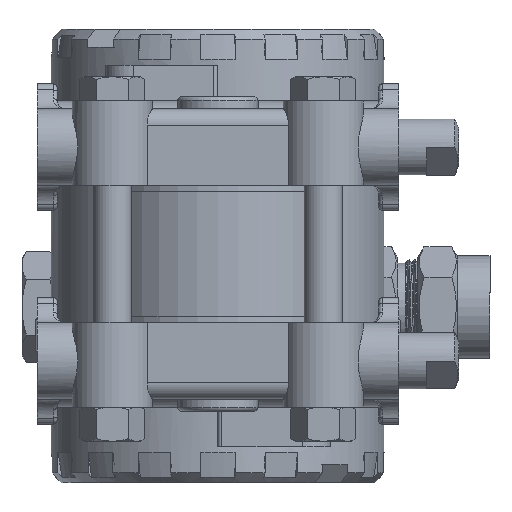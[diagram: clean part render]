
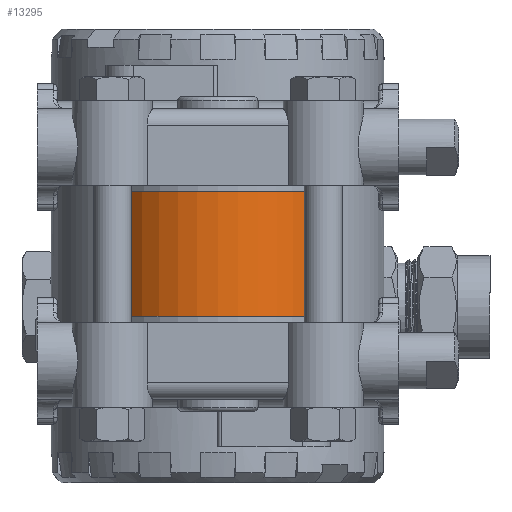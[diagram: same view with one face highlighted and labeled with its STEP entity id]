
A CAD part, front view. The second image highlights one B-rep face of the part: STEP entity #13295.
In plain terms, the highlighted cylindrical face has radius 29.25 mm (diameter 58.5 mm), a full revolution.
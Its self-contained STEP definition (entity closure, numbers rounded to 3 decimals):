
#385=B_SPLINE_CURVE_WITH_KNOTS('',3,(#18756,#18757,#18758,#18759,#18760,
#18761,#18762,#18763,#18764,#18765,#18766,#18767,#18768,#18769,#18770,#18771,
#18772,#18773,#18774,#18775,#18776,#18777,#18778,#18779,#18780,#18781,#18782,
#18783,#18784,#18785,#18786,#18787,#18788,#18789,#18790,#18791,#18792,#18793,
#18794,#18795,#18796,#18797,#18798,#18799,#18800,#18801,#18802,#18803,#18804,
#18805),.UNSPECIFIED.,.T.,.F.,(4,2,2,2,2,2,2,2,2,2,2,2,2,2,2,2,2,2,2,2,
2,2,2,2,4),(-7.642,-7.403,-7.164,-6.686,
-6.209,-5.97,-5.731,-5.493,
-5.254,-4.777,-4.299,-4.06,
-3.821,-3.582,-3.343,-2.865,
-2.388,-2.149,-1.91,-1.672,
-1.433,-0.956,-0.478,-0.239,
0.),.UNSPECIFIED.);
#810=CYLINDRICAL_SURFACE('',#14217,29.25);
#995=LINE('',#18810,#2046);
#2046=VECTOR('',#15399,29.25);
#3190=FACE_BOUND('',#4420,.T.);
#3619=FACE_OUTER_BOUND('',#4419,.T.);
#4419=EDGE_LOOP('',(#9179,#9180,#9181,#9182));
#4420=EDGE_LOOP('',(#9183));
#5302=CIRCLE('',#14218,29.25);
#5303=CIRCLE('',#14219,29.25);
#5773=VERTEX_POINT('',#18754);
#5774=VERTEX_POINT('',#18807);
#5775=VERTEX_POINT('',#18809);
#7110=EDGE_CURVE('',#5773,#5773,#385,.T.);
#7111=EDGE_CURVE('',#5774,#5774,#5302,.T.);
#7112=EDGE_CURVE('',#5774,#5775,#995,.T.);
#7113=EDGE_CURVE('',#5775,#5775,#5303,.F.);
#9179=ORIENTED_EDGE('',*,*,#7111,.F.);
#9180=ORIENTED_EDGE('',*,*,#7112,.T.);
#9181=ORIENTED_EDGE('',*,*,#7113,.F.);
#9182=ORIENTED_EDGE('',*,*,#7112,.F.);
#9183=ORIENTED_EDGE('',*,*,#7110,.F.);
#13295=ADVANCED_FACE('',(#3619,#3190),#810,.T.);
#14217=AXIS2_PLACEMENT_3D('',#18806,#15395,#15396);
#14218=AXIS2_PLACEMENT_3D('',#18808,#15397,#15398);
#14219=AXIS2_PLACEMENT_3D('',#18811,#15400,#15401);
#15395=DIRECTION('center_axis',(-1.,0.,0.));
#15396=DIRECTION('ref_axis',(0.,0.,1.));
#15397=DIRECTION('center_axis',(-1.,0.,0.));
#15398=DIRECTION('ref_axis',(0.,-1.,0.));
#15399=DIRECTION('',(1.,0.,0.));
#15400=DIRECTION('center_axis',(-1.,0.,0.));
#15401=DIRECTION('ref_axis',(0.,-1.,0.));
#18754=CARTESIAN_POINT('',(47.,-69.697,-12.5));
#18756=CARTESIAN_POINT('Ctrl Pts',(47.,-69.697,-12.5));
#18757=CARTESIAN_POINT('Ctrl Pts',(46.203,-69.697,-12.5));
#18758=CARTESIAN_POINT('Ctrl Pts',(45.384,-69.66,-12.423));
#18759=CARTESIAN_POINT('Ctrl Pts',(43.76,-69.512,-12.101));
#18760=CARTESIAN_POINT('Ctrl Pts',(42.956,-69.401,-11.857));
#18761=CARTESIAN_POINT('Ctrl Pts',(40.652,-68.988,-10.896));
#18762=CARTESIAN_POINT('Ctrl Pts',(39.26,-68.608,-9.938));
#18763=CARTESIAN_POINT('Ctrl Pts',(37.063,-67.911,-7.741));
#18764=CARTESIAN_POINT('Ctrl Pts',(36.104,-67.547,-6.349));
#18765=CARTESIAN_POINT('Ctrl Pts',(35.143,-67.162,-4.043));
#18766=CARTESIAN_POINT('Ctrl Pts',(34.899,-67.06,-3.239));
#18767=CARTESIAN_POINT('Ctrl Pts',(34.577,-66.925,-1.615));
#18768=CARTESIAN_POINT('Ctrl Pts',(34.5,-66.892,-0.795));
#18769=CARTESIAN_POINT('Ctrl Pts',(34.5,-66.892,0.795));
#18770=CARTESIAN_POINT('Ctrl Pts',(34.577,-66.925,1.615));
#18771=CARTESIAN_POINT('Ctrl Pts',(34.899,-67.06,3.239));
#18772=CARTESIAN_POINT('Ctrl Pts',(35.143,-67.162,4.043));
#18773=CARTESIAN_POINT('Ctrl Pts',(36.104,-67.547,6.349));
#18774=CARTESIAN_POINT('Ctrl Pts',(37.063,-67.911,7.741));
#18775=CARTESIAN_POINT('Ctrl Pts',(39.26,-68.608,9.938));
#18776=CARTESIAN_POINT('Ctrl Pts',(40.652,-68.988,10.896));
#18777=CARTESIAN_POINT('Ctrl Pts',(42.956,-69.401,11.857));
#18778=CARTESIAN_POINT('Ctrl Pts',(43.76,-69.512,12.101));
#18779=CARTESIAN_POINT('Ctrl Pts',(45.384,-69.66,12.423));
#18780=CARTESIAN_POINT('Ctrl Pts',(46.203,-69.697,12.5));
#18781=CARTESIAN_POINT('Ctrl Pts',(47.797,-69.697,12.5));
#18782=CARTESIAN_POINT('Ctrl Pts',(48.616,-69.66,12.423));
#18783=CARTESIAN_POINT('Ctrl Pts',(50.24,-69.512,12.101));
#18784=CARTESIAN_POINT('Ctrl Pts',(51.044,-69.401,11.857));
#18785=CARTESIAN_POINT('Ctrl Pts',(53.348,-68.988,10.896));
#18786=CARTESIAN_POINT('Ctrl Pts',(54.74,-68.608,9.938));
#18787=CARTESIAN_POINT('Ctrl Pts',(56.937,-67.911,7.741));
#18788=CARTESIAN_POINT('Ctrl Pts',(57.896,-67.547,6.349));
#18789=CARTESIAN_POINT('Ctrl Pts',(58.857,-67.162,4.043));
#18790=CARTESIAN_POINT('Ctrl Pts',(59.101,-67.06,3.239));
#18791=CARTESIAN_POINT('Ctrl Pts',(59.423,-66.925,1.615));
#18792=CARTESIAN_POINT('Ctrl Pts',(59.5,-66.892,0.795));
#18793=CARTESIAN_POINT('Ctrl Pts',(59.5,-66.892,-0.795));
#18794=CARTESIAN_POINT('Ctrl Pts',(59.423,-66.925,-1.615));
#18795=CARTESIAN_POINT('Ctrl Pts',(59.101,-67.06,-3.239));
#18796=CARTESIAN_POINT('Ctrl Pts',(58.857,-67.162,-4.043));
#18797=CARTESIAN_POINT('Ctrl Pts',(57.896,-67.547,-6.349));
#18798=CARTESIAN_POINT('Ctrl Pts',(56.937,-67.911,-7.741));
#18799=CARTESIAN_POINT('Ctrl Pts',(54.74,-68.608,-9.938));
#18800=CARTESIAN_POINT('Ctrl Pts',(53.348,-68.988,-10.896));
#18801=CARTESIAN_POINT('Ctrl Pts',(51.044,-69.401,-11.857));
#18802=CARTESIAN_POINT('Ctrl Pts',(50.24,-69.512,-12.101));
#18803=CARTESIAN_POINT('Ctrl Pts',(48.616,-69.66,-12.423));
#18804=CARTESIAN_POINT('Ctrl Pts',(47.797,-69.697,-12.5));
#18805=CARTESIAN_POINT('Ctrl Pts',(47.,-69.697,-12.5));
#18806=CARTESIAN_POINT('Origin',(47.,-96.142,0.));
#18807=CARTESIAN_POINT('',(31.5,-96.142,-29.25));
#18808=CARTESIAN_POINT('Origin',(31.5,-96.142,0.));
#18809=CARTESIAN_POINT('',(62.5,-96.142,-29.25));
#18810=CARTESIAN_POINT('',(47.,-96.142,-29.25));
#18811=CARTESIAN_POINT('Origin',(62.5,-96.142,0.));
